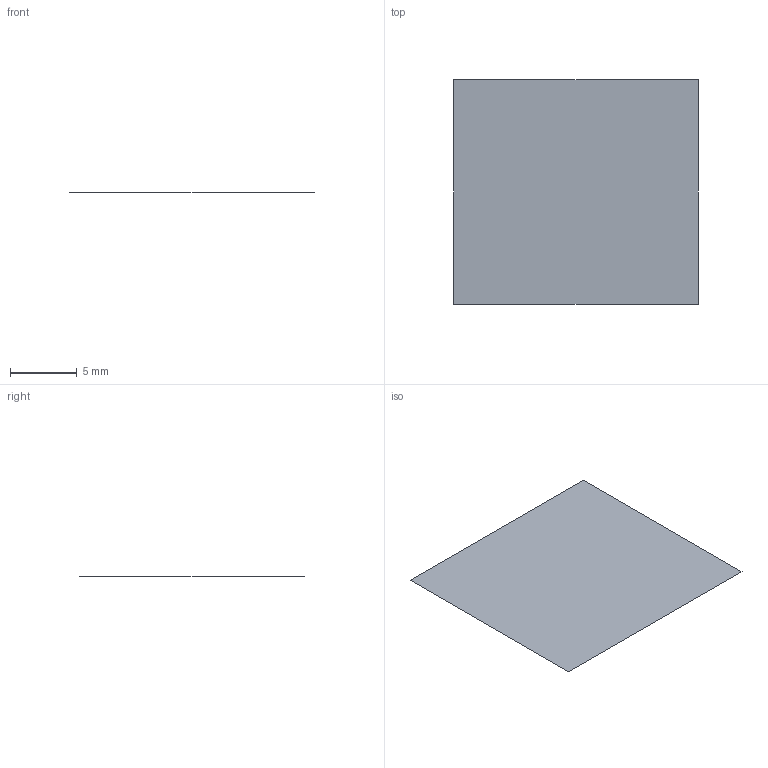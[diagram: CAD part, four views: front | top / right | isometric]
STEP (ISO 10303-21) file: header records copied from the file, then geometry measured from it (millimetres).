
FILE_DESCRIPTION(('c2-ac test case'),'2;1');
FILE_NAME('c2-ac-214.stp','2001-05-14T13:52:06',('Al Montano'),('Autodesk Inc.'),'AutoCAD STEP 2000i','AutoCAD 2000i',', , ');
FILE_SCHEMA(('AUTOMOTIVE_DESIGN { 1 2 10303 214 0 1 1 1 }'));
Length unit declared in the file: millimetre
Products named in the file (1): Product
Bounding box: 18.4 x 16.86 x 0 mm (x, y, z)
Surface area: 310.3 mm2 (no closed solid volume)
Topology: 0 solids, 0 shells, 1 faces, 5 edges, 6 vertices
Faces by surface type: bspline 1
Entity records: 158 total; most frequent: CARTESIAN_POINT 33, QUASI_UNIFORM_CURVE 8, DIRECTION 6, PRESENTATION_STYLE_ASSIGNMENT 5, PERSON 4, ORGANIZATION 4, PERSON_AND_ORGANIZATION 4, PERSON_AND_ORGANIZATION_ROLE 4
